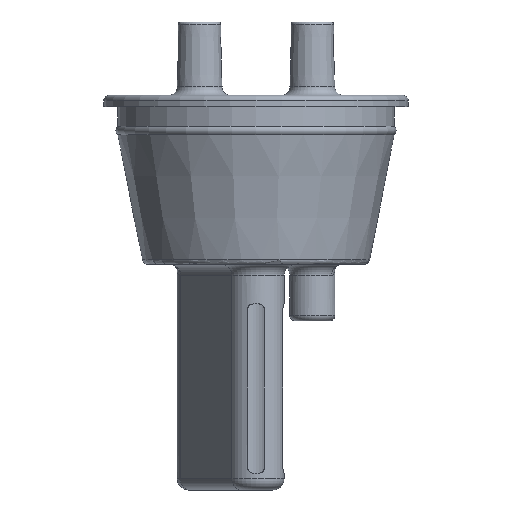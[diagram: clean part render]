
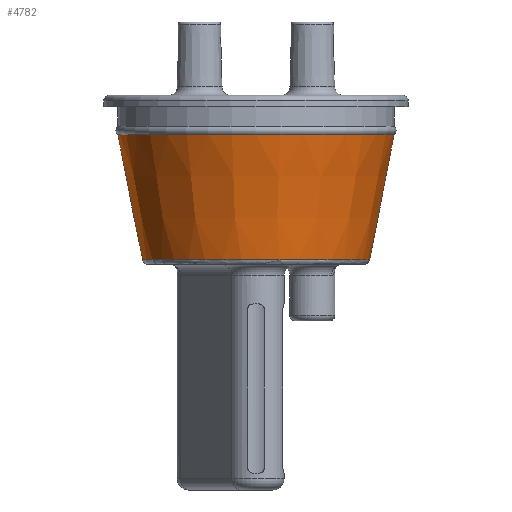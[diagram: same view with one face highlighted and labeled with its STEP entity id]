
A CAD part, left-side view. The second image highlights one B-rep face of the part: STEP entity #4782.
In plain terms, the highlighted conical face has half-angle 11.07 degrees and reference radius 22.25 mm.
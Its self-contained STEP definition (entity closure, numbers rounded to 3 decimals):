
#16=B_SPLINE_CURVE_WITH_KNOTS('',3,(#6246,#6247,#6248,#6249,#6250,#6251,
#6252,#6253,#6254,#6255,#6256,#6257,#6258,#6259,#6260,#6261),
 .UNSPECIFIED.,.F.,.F.,(4,1,1,1,1,1,1,1,1,1,1,1,1,4),(-2.343,
-2.008,-1.674,-1.506,-1.423,
-1.339,-1.255,-1.172,-1.088,
-1.004,-0.92,-0.837,-0.669,
0.),.UNSPECIFIED.);
#27=B_SPLINE_CURVE_WITH_KNOTS('',3,(#6444,#6445,#6446,#6447,#6448,#6449,
#6450,#6451,#6452,#6453,#6454,#6455,#6456,#6457,#6458,#6459),
 .UNSPECIFIED.,.F.,.F.,(4,1,1,1,1,1,1,1,1,1,1,1,1,4),(-2.343,
-2.008,-1.674,-1.506,-1.423,
-1.339,-1.255,-1.172,-1.088,
-1.004,-0.92,-0.837,-0.669,
0.),.UNSPECIFIED.);
#424=CONICAL_SURFACE('',#5097,22.25,0.193);
#429=LINE('',#6461,#818);
#818=VECTOR('',#5376,22.25);
#1372=FACE_OUTER_BOUND('',#1649,.T.);
#1649=EDGE_LOOP('',(#3320,#3321,#3322,#3323,#3324,#3325,#3326,#3327));
#1957=CIRCLE('',#5092,20.158);
#1958=CIRCLE('',#5093,20.158);
#1962=CIRCLE('',#5098,20.158);
#1963=CIRCLE('',#5099,24.5);
#2031=VERTEX_POINT('',#6243);
#2032=VERTEX_POINT('',#6245);
#2039=VERTEX_POINT('',#6393);
#2040=VERTEX_POINT('',#6395);
#2047=VERTEX_POINT('',#6442);
#2048=VERTEX_POINT('',#6460);
#2529=EDGE_CURVE('',#2031,#2032,#16,.T.);
#2541=EDGE_CURVE('',#2032,#2039,#1957,.T.);
#2542=EDGE_CURVE('',#2039,#2040,#1958,.T.);
#2550=EDGE_CURVE('',#2047,#2031,#1962,.T.);
#2551=EDGE_CURVE('',#2040,#2047,#27,.T.);
#2552=EDGE_CURVE('',#2039,#2048,#429,.T.);
#2553=EDGE_CURVE('',#2048,#2048,#1963,.T.);
#3320=ORIENTED_EDGE('',*,*,#2529,.F.);
#3321=ORIENTED_EDGE('',*,*,#2550,.F.);
#3322=ORIENTED_EDGE('',*,*,#2551,.F.);
#3323=ORIENTED_EDGE('',*,*,#2542,.F.);
#3324=ORIENTED_EDGE('',*,*,#2552,.T.);
#3325=ORIENTED_EDGE('',*,*,#2553,.T.);
#3326=ORIENTED_EDGE('',*,*,#2552,.F.);
#3327=ORIENTED_EDGE('',*,*,#2541,.F.);
#4782=ADVANCED_FACE('',(#1372),#424,.T.);
#5092=AXIS2_PLACEMENT_3D('',#6394,#5362,#5363);
#5093=AXIS2_PLACEMENT_3D('',#6396,#5364,#5365);
#5097=AXIS2_PLACEMENT_3D('',#6441,#5372,#5373);
#5098=AXIS2_PLACEMENT_3D('',#6443,#5374,#5375);
#5099=AXIS2_PLACEMENT_3D('',#6462,#5377,#5378);
#5362=DIRECTION('center_axis',(0.,0.,
-1.));
#5363=DIRECTION('ref_axis',(-1.,0.,0.));
#5364=DIRECTION('center_axis',(0.,0.,
-1.));
#5365=DIRECTION('ref_axis',(-1.,0.,0.));
#5372=DIRECTION('center_axis',(0.,0.,1.));
#5373=DIRECTION('ref_axis',(0.,1.,0.));
#5374=DIRECTION('center_axis',(0.,0.,
-1.));
#5375=DIRECTION('ref_axis',(1.,0.,0.));
#5376=DIRECTION('',(0.,-0.192,0.981));
#5377=DIRECTION('center_axis',(0.,0.,-1.));
#5378=DIRECTION('ref_axis',(1.,0.,0.));
#6243=CARTESIAN_POINT('',(18.809,-7.249,0.808));
#6245=CARTESIAN_POINT('',(13.926,-14.574,0.808));
#6246=CARTESIAN_POINT('Ctrl Pts',(18.809,-7.249,0.808));
#6247=CARTESIAN_POINT('Ctrl Pts',(18.926,-7.529,1.877));
#6248=CARTESIAN_POINT('Ctrl Pts',(19.128,-8.141,4.001));
#6249=CARTESIAN_POINT('Ctrl Pts',(19.258,-9.096,6.601));
#6250=CARTESIAN_POINT('Ctrl Pts',(19.209,-9.948,8.328));
#6251=CARTESIAN_POINT('Ctrl Pts',(19.105,-10.522,9.25));
#6252=CARTESIAN_POINT('Ctrl Pts',(18.969,-11.015,9.88));
#6253=CARTESIAN_POINT('Ctrl Pts',(18.746,-11.586,10.397));
#6254=CARTESIAN_POINT('Ctrl Pts',(18.375,-12.254,10.636));
#6255=CARTESIAN_POINT('Ctrl Pts',(17.899,-12.855,10.392));
#6256=CARTESIAN_POINT('Ctrl Pts',(17.458,-13.278,9.873));
#6257=CARTESIAN_POINT('Ctrl Pts',(17.057,-13.592,9.241));
#6258=CARTESIAN_POINT('Ctrl Pts',(16.567,-13.909,8.322));
#6259=CARTESIAN_POINT('Ctrl Pts',(15.36,-14.487,5.589));
#6260=CARTESIAN_POINT('Ctrl Pts',(14.532,-14.574,2.946));
#6261=CARTESIAN_POINT('Ctrl Pts',(13.926,-14.574,0.808));
#6393=CARTESIAN_POINT('',(0.,-20.158,0.808));
#6394=CARTESIAN_POINT('Origin',(0.,0.,0.808));
#6395=CARTESIAN_POINT('',(13.926,14.574,0.808));
#6396=CARTESIAN_POINT('Origin',(0.,0.,0.808));
#6441=CARTESIAN_POINT('Origin',(0.,0.,11.5));
#6442=CARTESIAN_POINT('',(18.809,7.249,0.808));
#6443=CARTESIAN_POINT('Origin',(0.,0.,0.808));
#6444=CARTESIAN_POINT('Ctrl Pts',(13.926,14.574,0.808));
#6445=CARTESIAN_POINT('Ctrl Pts',(14.229,14.574,1.877));
#6446=CARTESIAN_POINT('Ctrl Pts',(14.872,14.525,4.001));
#6447=CARTESIAN_POINT('Ctrl Pts',(15.803,14.278,6.601));
#6448=CARTESIAN_POINT('Ctrl Pts',(16.57,13.905,8.328));
#6449=CARTESIAN_POINT('Ctrl Pts',(17.061,13.589,9.25));
#6450=CARTESIAN_POINT('Ctrl Pts',(17.463,13.273,9.88));
#6451=CARTESIAN_POINT('Ctrl Pts',(17.905,12.848,10.397));
#6452=CARTESIAN_POINT('Ctrl Pts',(18.378,12.248,10.636));
#6453=CARTESIAN_POINT('Ctrl Pts',(18.75,11.578,10.392));
#6454=CARTESIAN_POINT('Ctrl Pts',(18.971,11.008,9.873));
#6455=CARTESIAN_POINT('Ctrl Pts',(19.106,10.517,9.241));
#6456=CARTESIAN_POINT('Ctrl Pts',(19.21,9.943,8.322));
#6457=CARTESIAN_POINT('Ctrl Pts',(19.28,8.607,5.589));
#6458=CARTESIAN_POINT('Ctrl Pts',(19.042,7.809,2.946));
#6459=CARTESIAN_POINT('Ctrl Pts',(18.809,7.249,0.808));
#6460=CARTESIAN_POINT('',(0.,-24.5,23.));
#6461=CARTESIAN_POINT('',(0.,-22.25,11.5));
#6462=CARTESIAN_POINT('Origin',(0.,0.,23.));
